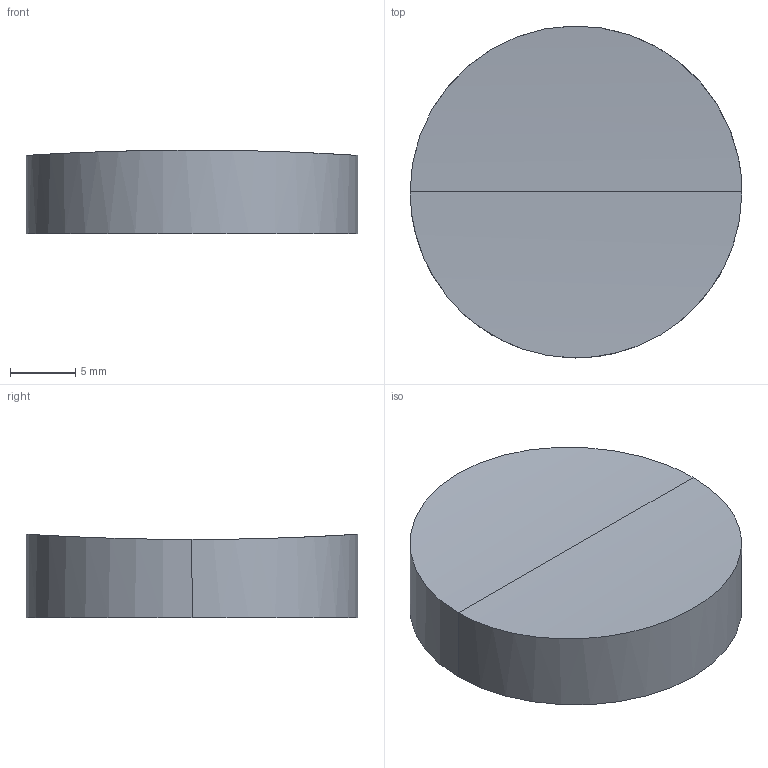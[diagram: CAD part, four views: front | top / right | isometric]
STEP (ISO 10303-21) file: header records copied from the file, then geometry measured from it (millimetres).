
FILE_DESCRIPTION (( 'STEP AP203' ), '1' );
FILE_NAME ('TTN005968-E0W.STEP', '2013-04-23T15:54:01', ( 'Admin' ), ( '' ), 'SwSTEP 2.0', 'SolidWorks 2012', '' );
FILE_SCHEMA (( 'CONFIG_CONTROL_DESIGN' ));
Length unit declared in the file: millimetre
Products named in the file (1): TTN005968-E0W
Bounding box: 25.4 x 25.4 x 6.4 mm (x, y, z)
Volume: 3091.3 mm3; surface area: 1508.5 mm2
Topology: 1 solids, 1 shells, 37 faces, 248 edges, 245 vertices
Faces by surface type: plane 33, cylinder 4
Entity records: 4294 total; most frequent: CARTESIAN_POINT 2382, ORIENTED_EDGE 496, EDGE_CURVE 248, VERTEX_POINT 245, DIRECTION 211, LINE 131, VECTOR 131, B_SPLINE_CURVE_WITH_KNOTS 115
